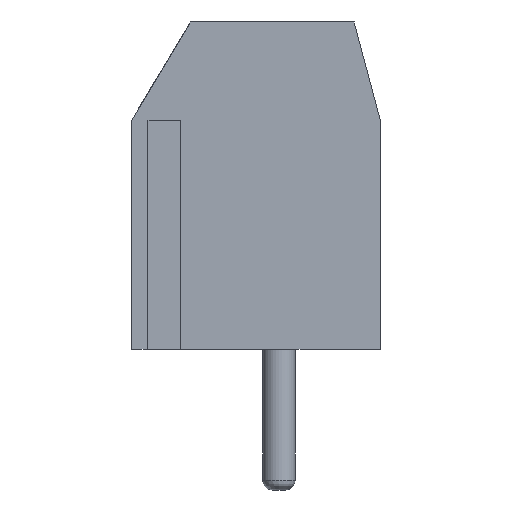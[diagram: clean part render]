
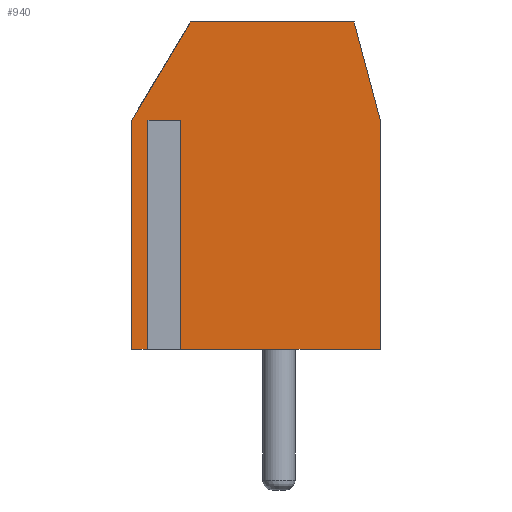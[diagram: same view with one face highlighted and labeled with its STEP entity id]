
A CAD part, left-side view. The second image highlights one B-rep face of the part: STEP entity #940.
In plain terms, the highlighted planar face has unit normal (-1, 0, 0).
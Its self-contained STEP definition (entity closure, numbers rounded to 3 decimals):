
#940 = ADVANCED_FACE('',(#941),#1023,.F.);
#941 = FACE_BOUND('',#942,.F.);
#942 = EDGE_LOOP('',(#943,#953,#961,#969,#977,#985,#993,#1001,#1009,
    #1017));
#943 = ORIENTED_EDGE('',*,*,#944,.F.);
#944 = EDGE_CURVE('',#945,#947,#949,.T.);
#945 = VERTEX_POINT('',#946);
#946 = CARTESIAN_POINT('',(-2.5,-3.1,7.));
#947 = VERTEX_POINT('',#948);
#948 = CARTESIAN_POINT('',(-2.5,-2.3,10.));
#949 = LINE('',#950,#951);
#950 = CARTESIAN_POINT('',(-2.5,-3.771,4.482));
#951 = VECTOR('',#952,1.);
#952 = DIRECTION('',(0.,0.258,0.966));
#953 = ORIENTED_EDGE('',*,*,#954,.F.);
#954 = EDGE_CURVE('',#955,#945,#957,.T.);
#955 = VERTEX_POINT('',#956);
#956 = CARTESIAN_POINT('',(-2.5,-3.1,0.));
#957 = LINE('',#958,#959);
#958 = CARTESIAN_POINT('',(-2.5,-3.1,0.));
#959 = VECTOR('',#960,1.);
#960 = DIRECTION('',(0.,0.,1.));
#961 = ORIENTED_EDGE('',*,*,#962,.T.);
#962 = EDGE_CURVE('',#955,#963,#965,.T.);
#963 = VERTEX_POINT('',#964);
#964 = CARTESIAN_POINT('',(-2.5,3.1,0.));
#965 = LINE('',#966,#967);
#966 = CARTESIAN_POINT('',(-2.5,-3.1,0.));
#967 = VECTOR('',#968,1.);
#968 = DIRECTION('',(0.,1.,0.));
#969 = ORIENTED_EDGE('',*,*,#970,.T.);
#970 = EDGE_CURVE('',#963,#971,#973,.T.);
#971 = VERTEX_POINT('',#972);
#972 = CARTESIAN_POINT('',(-2.5,3.1,7.));
#973 = LINE('',#974,#975);
#974 = CARTESIAN_POINT('',(-2.5,3.1,0.));
#975 = VECTOR('',#976,1.);
#976 = DIRECTION('',(0.,0.,1.));
#977 = ORIENTED_EDGE('',*,*,#978,.T.);
#978 = EDGE_CURVE('',#971,#979,#981,.T.);
#979 = VERTEX_POINT('',#980);
#980 = CARTESIAN_POINT('',(-2.5,3.9,7.));
#981 = LINE('',#982,#983);
#982 = CARTESIAN_POINT('',(-2.5,3.,7.));
#983 = VECTOR('',#984,1.);
#984 = DIRECTION('',(0.,1.,0.));
#985 = ORIENTED_EDGE('',*,*,#986,.F.);
#986 = EDGE_CURVE('',#987,#979,#989,.T.);
#987 = VERTEX_POINT('',#988);
#988 = CARTESIAN_POINT('',(-2.5,3.9,0.));
#989 = LINE('',#990,#991);
#990 = CARTESIAN_POINT('',(-2.5,3.9,0.));
#991 = VECTOR('',#992,1.);
#992 = DIRECTION('',(0.,0.,1.));
#993 = ORIENTED_EDGE('',*,*,#994,.T.);
#994 = EDGE_CURVE('',#987,#995,#997,.T.);
#995 = VERTEX_POINT('',#996);
#996 = CARTESIAN_POINT('',(-2.5,4.5,0.));
#997 = LINE('',#998,#999);
#998 = CARTESIAN_POINT('',(-2.5,-3.1,0.));
#999 = VECTOR('',#1000,1.);
#1000 = DIRECTION('',(0.,1.,0.));
#1001 = ORIENTED_EDGE('',*,*,#1002,.T.);
#1002 = EDGE_CURVE('',#995,#1003,#1005,.T.);
#1003 = VERTEX_POINT('',#1004);
#1004 = CARTESIAN_POINT('',(-2.5,4.5,7.));
#1005 = LINE('',#1006,#1007);
#1006 = CARTESIAN_POINT('',(-2.5,4.5,0.));
#1007 = VECTOR('',#1008,1.);
#1008 = DIRECTION('',(0.,0.,1.));
#1009 = ORIENTED_EDGE('',*,*,#1010,.T.);
#1010 = EDGE_CURVE('',#1003,#1011,#1013,.T.);
#1011 = VERTEX_POINT('',#1012);
#1012 = CARTESIAN_POINT('',(-2.5,2.7,10.));
#1013 = LINE('',#1014,#1015);
#1014 = CARTESIAN_POINT('',(-2.5,4.588,6.853));
#1015 = VECTOR('',#1016,1.);
#1016 = DIRECTION('',(0.,-0.514,0.857));
#1017 = ORIENTED_EDGE('',*,*,#1018,.F.);
#1018 = EDGE_CURVE('',#947,#1011,#1019,.T.);
#1019 = LINE('',#1020,#1021);
#1020 = CARTESIAN_POINT('',(-2.5,-3.1,10.));
#1021 = VECTOR('',#1022,1.);
#1022 = DIRECTION('',(0.,1.,0.));
#1023 = PLANE('',#1024);
#1024 = AXIS2_PLACEMENT_3D('',#1025,#1026,#1027);
#1025 = CARTESIAN_POINT('',(-2.5,-3.1,0.));
#1026 = DIRECTION('',(1.,0.,0.));
#1027 = DIRECTION('',(0.,0.,1.));
